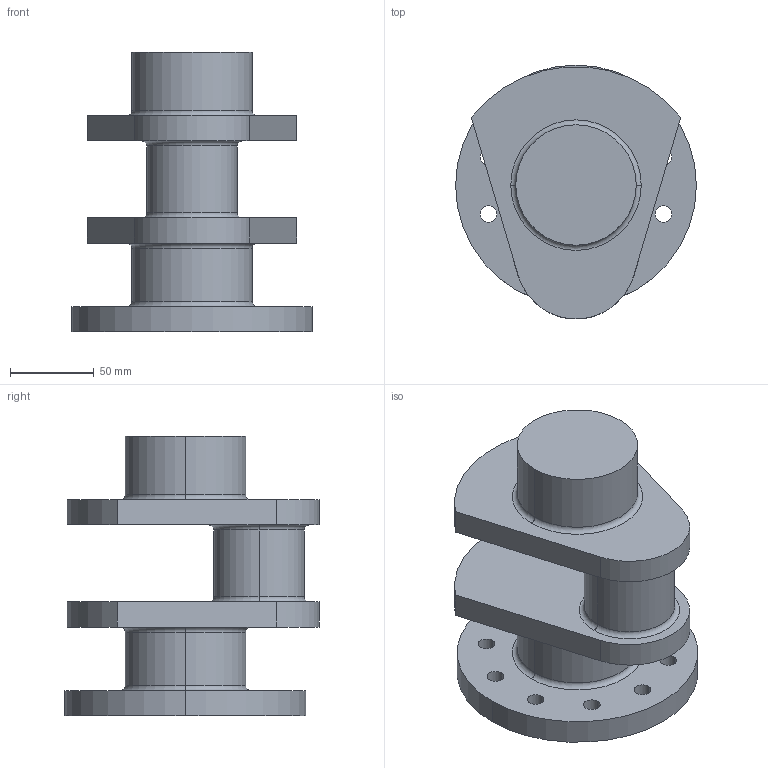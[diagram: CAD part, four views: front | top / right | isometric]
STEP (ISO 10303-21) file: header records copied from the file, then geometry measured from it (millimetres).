
FILE_DESCRIPTION (( 'STEP AP203' ), '1' );
FILE_NAME ('step file recognition.STEP', '2023-11-12T14:05:24', ( '' ), ( '' ), 'SwSTEP 2.0', 'SolidWorks 2023', '' );
FILE_SCHEMA (( 'CONFIG_CONTROL_DESIGN' ));
Length unit declared in the file: millimetre
Products named in the file (1): step file recognition
Bounding box: 144 x 151.87 x 167 mm (x, y, z)
Volume: 1044105.6 mm3; surface area: 119143.1 mm2
Topology: 1 solids, 1 shells, 53 faces, 128 edges, 82 vertices
Faces by surface type: cylinder 32, plane 11, torus 10
Entity records: 1703 total; most frequent: DIRECTION 320, CARTESIAN_POINT 264, ORIENTED_EDGE 256, AXIS2_PLACEMENT_3D 138, EDGE_CURVE 128, CIRCLE 84, VERTEX_POINT 82, EDGE_LOOP 78
